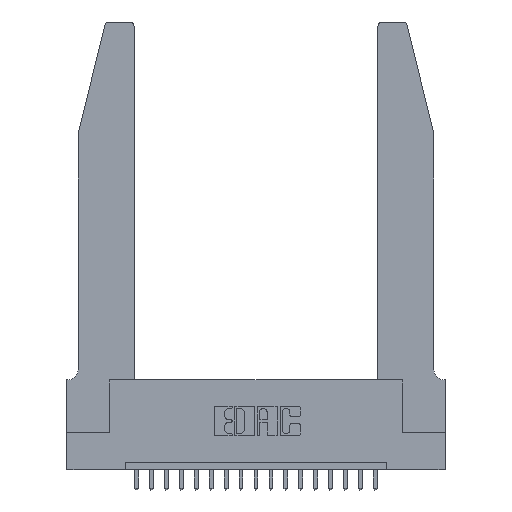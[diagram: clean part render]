
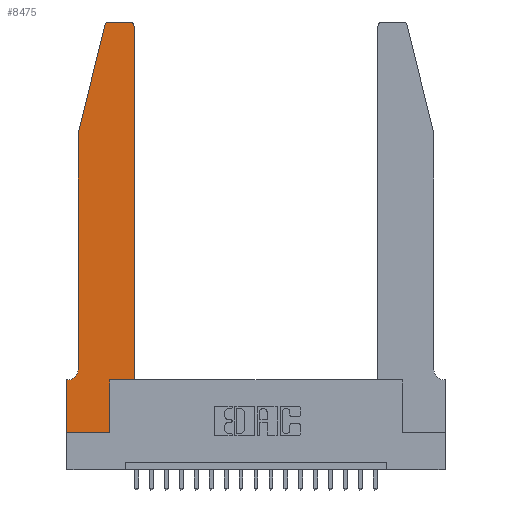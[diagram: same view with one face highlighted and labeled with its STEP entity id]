
A CAD part, top view. The second image highlights one B-rep face of the part: STEP entity #8475.
In plain terms, the highlighted planar face has unit normal (0, 0, 1).
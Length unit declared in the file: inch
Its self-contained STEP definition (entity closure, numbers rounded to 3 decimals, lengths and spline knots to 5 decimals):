
#255 = DIRECTION ( 'NONE',  ( 1., 0., 0. ) ) ;
#270 = CARTESIAN_POINT ( 'NONE',  ( 0.4205, 2.72, 0.37 ) ) ;
#373 = LINE ( 'NONE', #19824, #13991 ) ;
#532 = CARTESIAN_POINT ( 'NONE',  ( 0.4505, 0.35, 0.37 ) ) ;
#566 = DIRECTION ( 'NONE',  ( 0., 0., 1. ) ) ;
#631 = CARTESIAN_POINT ( 'NONE',  ( 0., 0.35, 0.37 ) ) ;
#663 = DIRECTION ( 'NONE',  ( -1., 0., 0. ) ) ;
#727 = VERTEX_POINT ( 'NONE', #14614 ) ;
#735 = DIRECTION ( 'NONE',  ( 0., 0., -1. ) ) ;
#840 = DIRECTION ( 'NONE',  ( 1., 0., 0. ) ) ;
#846 = CARTESIAN_POINT ( 'NONE',  ( 0.0055, 0.35, 0.37 ) ) ;
#1254 = ORIENTED_EDGE ( 'NONE', *, *, #2070, .T. ) ;
#1601 = CARTESIAN_POINT ( 'NONE',  ( 0.0755, 2., 0.37 ) ) ;
#1906 = VERTEX_POINT ( 'NONE', #4564 ) ;
#2070 = EDGE_CURVE ( 'NONE', #14236, #727, #18974, .T. ) ;
#2349 = EDGE_CURVE ( 'NONE', #9992, #1906, #20747, .T. ) ;
#2732 = DIRECTION ( 'NONE',  ( 0., 0., 1. ) ) ;
#2874 = ORIENTED_EDGE ( 'NONE', *, *, #14688, .T. ) ;
#3284 = CARTESIAN_POINT ( 'NONE',  ( 0., 0., 0.37 ) ) ;
#3473 = DIRECTION ( 'NONE',  ( 0., 1., 0. ) ) ;
#3559 = ORIENTED_EDGE ( 'NONE', *, *, #5869, .T. ) ;
#3677 = PLANE ( 'NONE',  #15886 ) ;
#4564 = CARTESIAN_POINT ( 'NONE',  ( 0.2865, 0., 0.37 ) ) ;
#4667 = CARTESIAN_POINT ( 'NONE',  ( 0.0755, 0.42, 0.37 ) ) ;
#5039 = CARTESIAN_POINT ( 'NONE',  ( 0.0755, 0.35, 0.37 ) ) ;
#5536 = VERTEX_POINT ( 'NONE', #20478 ) ;
#5869 = EDGE_CURVE ( 'NONE', #19773, #9661, #15390, .T. ) ;
#6177 = VECTOR ( 'NONE', #255, 39.37008 ) ;
#7042 = CARTESIAN_POINT ( 'NONE',  ( 0.2865, 0.35, 0.37 ) ) ;
#7182 = ORIENTED_EDGE ( 'NONE', *, *, #9404, .T. ) ;
#7664 = EDGE_CURVE ( 'NONE', #18128, #14236, #8241, .T. ) ;
#8095 = ORIENTED_EDGE ( 'NONE', *, *, #7664, .T. ) ;
#8125 = CARTESIAN_POINT ( 'NONE',  ( 0.4505, 0.35, 0.37 ) ) ;
#8241 = LINE ( 'NONE', #532, #6177 ) ;
#8370 = EDGE_CURVE ( 'NONE', #727, #16013, #17076, .T. ) ;
#8475 = ADVANCED_FACE ( 'NONE', ( #18084 ), #3677, .T. ) ;
#8553 = EDGE_CURVE ( 'NONE', #1906, #18128, #17341, .T. ) ;
#9152 = CARTESIAN_POINT ( 'NONE',  ( 0.284, 2.72, 0.37 ) ) ;
#9376 = VECTOR ( 'NONE', #20832, 39.37008 ) ;
#9404 = EDGE_CURVE ( 'NONE', #16013, #5536, #373, .T. ) ;
#9467 = LINE ( 'NONE', #3284, #17080 ) ;
#9483 = CARTESIAN_POINT ( 'NONE',  ( 0.0755, 2., 0.37 ) ) ;
#9517 = CARTESIAN_POINT ( 'NONE',  ( 0.0755, 2., 0.37 ) ) ;
#9661 = VERTEX_POINT ( 'NONE', #846 ) ;
#9992 = VERTEX_POINT ( 'NONE', #17180 ) ;
#9995 = VECTOR ( 'NONE', #10282, 39.37008 ) ;
#10020 = CARTESIAN_POINT ( 'NONE',  ( 0.4205, 2.75, 0.37 ) ) ;
#10047 = DIRECTION ( 'NONE',  ( -1., 0., 0. ) ) ;
#10051 = DIRECTION ( 'NONE',  ( 1., 0., 0. ) ) ;
#10153 = LINE ( 'NONE', #9483, #9376 ) ;
#10282 = DIRECTION ( 'NONE',  ( 0., 1., 0. ) ) ;
#10360 = DIRECTION ( 'NONE',  ( 1., 0., 0. ) ) ;
#10426 = ORIENTED_EDGE ( 'NONE', *, *, #8553, .T. ) ;
#10445 = CARTESIAN_POINT ( 'NONE',  ( 0.0055, 0.42, 0.37 ) ) ;
#10686 = ORIENTED_EDGE ( 'NONE', *, *, #2349, .T. ) ;
#10936 = ORIENTED_EDGE ( 'NONE', *, *, #12973, .T. ) ;
#11198 = VECTOR ( 'NONE', #16376, 39.37008 ) ;
#11552 = DIRECTION ( 'NONE',  ( 0., 0., 1. ) ) ;
#11862 = VECTOR ( 'NONE', #3473, 39.37008 ) ;
#12051 = VERTEX_POINT ( 'NONE', #17307 ) ;
#12973 = EDGE_CURVE ( 'NONE', #17836, #9992, #9467, .T. ) ;
#13032 = AXIS2_PLACEMENT_3D ( 'NONE', #270, #11552, #10051 ) ;
#13096 = CARTESIAN_POINT ( 'NONE',  ( 0.2865, 0.35, 0.37 ) ) ;
#13386 = CIRCLE ( 'NONE', #18629, 0.03 ) ;
#13781 = EDGE_CURVE ( 'NONE', #17461, #19773, #16038, .T. ) ;
#13991 = VECTOR ( 'NONE', #10047, 39.37008 ) ;
#14047 = DIRECTION ( 'NONE',  ( 1., 0., 0. ) ) ;
#14236 = VERTEX_POINT ( 'NONE', #14989 ) ;
#14586 = DIRECTION ( 'NONE',  ( 0., -1., 0. ) ) ;
#14614 = CARTESIAN_POINT ( 'NONE',  ( 0.4505, 2.72, 0.37 ) ) ;
#14688 = EDGE_CURVE ( 'NONE', #12051, #17461, #10153, .T. ) ;
#14989 = CARTESIAN_POINT ( 'NONE',  ( 0.4505, 0.35, 0.37 ) ) ;
#15153 = CARTESIAN_POINT ( 'NONE',  ( 0., 0.35, 0.37 ) ) ;
#15266 = LINE ( 'NONE', #5039, #11198 ) ;
#15280 = ORIENTED_EDGE ( 'NONE', *, *, #16673, .T. ) ;
#15390 = CIRCLE ( 'NONE', #16937, 0.07 ) ;
#15886 = AXIS2_PLACEMENT_3D ( 'NONE', #631, #566, #840 ) ;
#16013 = VERTEX_POINT ( 'NONE', #10020 ) ;
#16038 = LINE ( 'NONE', #9517, #18829 ) ;
#16272 = EDGE_LOOP ( 'NONE', ( #7182, #15280, #2874, #19283, #3559, #18579, #10936, #10686, #10426, #8095, #1254, #20745 ) ) ;
#16376 = DIRECTION ( 'NONE',  ( -1., 0., 0. ) ) ;
#16546 = DIRECTION ( 'NONE',  ( 0., -1., 0. ) ) ;
#16673 = EDGE_CURVE ( 'NONE', #5536, #12051, #13386, .T. ) ;
#16937 = AXIS2_PLACEMENT_3D ( 'NONE', #10445, #735, #663 ) ;
#17076 = CIRCLE ( 'NONE', #13032, 0.03 ) ;
#17080 = VECTOR ( 'NONE', #14586, 39.37008 ) ;
#17180 = CARTESIAN_POINT ( 'NONE',  ( 0., 0., 0.37 ) ) ;
#17307 = CARTESIAN_POINT ( 'NONE',  ( 0.25487, 2.72718, 0.37 ) ) ;
#17341 = LINE ( 'NONE', #7042, #9995 ) ;
#17461 = VERTEX_POINT ( 'NONE', #1601 ) ;
#17836 = VERTEX_POINT ( 'NONE', #15153 ) ;
#18084 = FACE_OUTER_BOUND ( 'NONE', #16272, .T. ) ;
#18128 = VERTEX_POINT ( 'NONE', #13096 ) ;
#18579 = ORIENTED_EDGE ( 'NONE', *, *, #19963, .T. ) ;
#18629 = AXIS2_PLACEMENT_3D ( 'NONE', #9152, #2732, #14047 ) ;
#18829 = VECTOR ( 'NONE', #16546, 39.37008 ) ;
#18974 = LINE ( 'NONE', #8125, #11862 ) ;
#19283 = ORIENTED_EDGE ( 'NONE', *, *, #13781, .T. ) ;
#19773 = VERTEX_POINT ( 'NONE', #4667 ) ;
#19824 = CARTESIAN_POINT ( 'NONE',  ( 0.2605, 2.75, 0.37 ) ) ;
#19963 = EDGE_CURVE ( 'NONE', #9661, #17836, #15266, .T. ) ;
#20068 = CARTESIAN_POINT ( 'NONE',  ( 0., 0., 0.37 ) ) ;
#20478 = CARTESIAN_POINT ( 'NONE',  ( 0.284, 2.75, 0.37 ) ) ;
#20721 = VECTOR ( 'NONE', #10360, 39.37008 ) ;
#20745 = ORIENTED_EDGE ( 'NONE', *, *, #8370, .T. ) ;
#20747 = LINE ( 'NONE', #20068, #20721 ) ;
#20832 = DIRECTION ( 'NONE',  ( -0.239, -0.971, 0. ) ) ;
